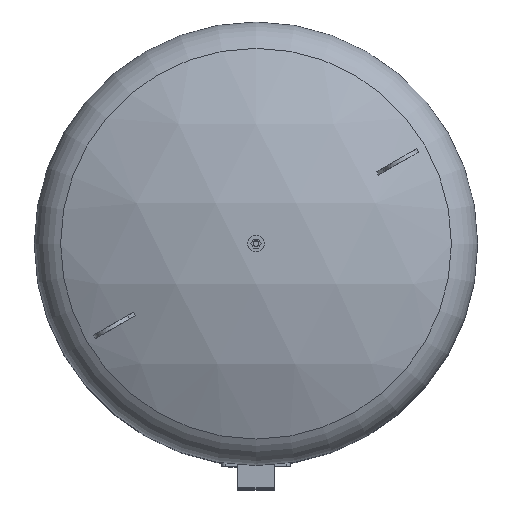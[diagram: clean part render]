
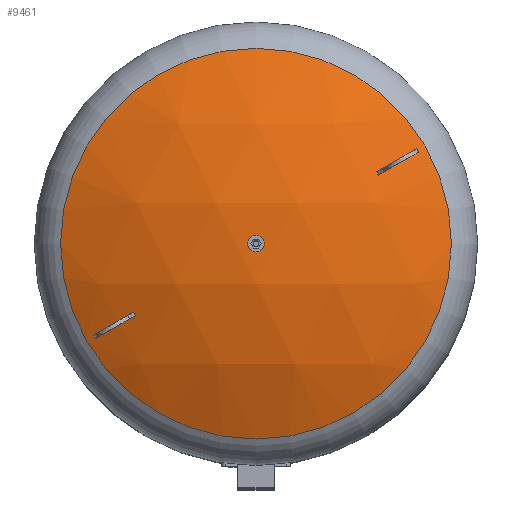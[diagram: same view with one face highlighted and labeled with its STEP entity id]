
A CAD part, top view. The second image highlights one B-rep face of the part: STEP entity #9461.
In plain terms, the highlighted spherical face has radius 1207 mm.
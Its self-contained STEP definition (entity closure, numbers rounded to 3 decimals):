
#26=SPHERICAL_SURFACE('',#10129,1207.);
#628=CIRCLE('',#10130,528.621);
#1063=FACE_OUTER_BOUND('',#1702,.T.);
#1702=EDGE_LOOP('',(#6556));
#4325=VERTEX_POINT('',#14192);
#5265=EDGE_CURVE('',#4325,#4325,#628,.T.);
#6556=ORIENTED_EDGE('',*,*,#5265,.F.);
#9461=ADVANCED_FACE('',(#1063),#26,.T.);
#10129=AXIS2_PLACEMENT_3D('',#14191,#11233,#11234);
#10130=AXIS2_PLACEMENT_3D('',#14193,#11235,#11236);
#11233=DIRECTION('center_axis',(0.,-1.,0.));
#11234=DIRECTION('ref_axis',(-1.,0.,0.));
#11235=DIRECTION('center_axis',(0.,0.,
-1.));
#11236=DIRECTION('ref_axis',(1.,0.,0.));
#14191=CARTESIAN_POINT('Origin',(0.,0.,
775.));
#14192=CARTESIAN_POINT('',(528.621,0.,1860.085));
#14193=CARTESIAN_POINT('Origin',(0.,0.,
1860.085));
